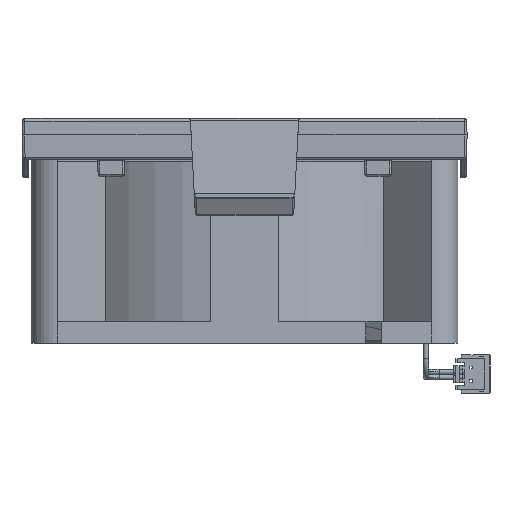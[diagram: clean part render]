
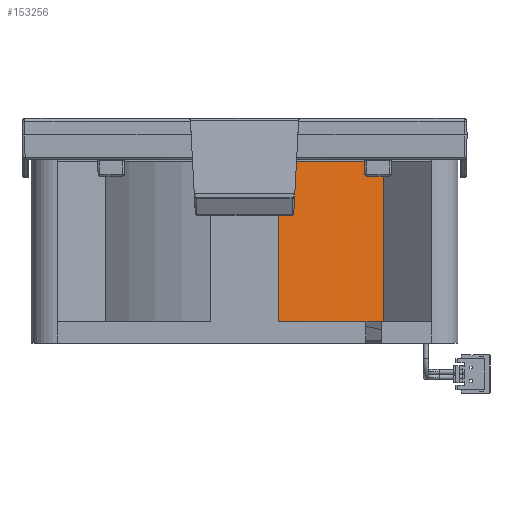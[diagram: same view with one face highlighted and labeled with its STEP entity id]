
A CAD part, left-side view. The second image highlights one B-rep face of the part: STEP entity #153256.
In plain terms, the highlighted cylindrical face has radius 40.5 mm (diameter 81 mm), a partial arc.
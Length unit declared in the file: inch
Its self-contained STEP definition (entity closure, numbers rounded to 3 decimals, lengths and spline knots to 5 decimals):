
#2463 = AXIS2_PLACEMENT_3D ( 'NONE', #63689, #87592, #145395 ) ;
#2719 = EDGE_CURVE ( 'NONE', #77763, #143943, #89361, .T. ) ;
#11019 = CIRCLE ( 'NONE', #92884, 1.59449 ) ;
#12481 = DIRECTION ( 'NONE',  ( 1., 0., 0. ) ) ;
#15121 = DIRECTION ( 'NONE',  ( 1., 0., 0. ) ) ;
#15165 = ORIENTED_EDGE ( 'NONE', *, *, #63540, .T. ) ;
#16294 = EDGE_CURVE ( 'NONE', #118407, #122865, #16994, .T. ) ;
#16994 = CIRCLE ( 'NONE', #134263, 1.59449 ) ;
#17470 = AXIS2_PLACEMENT_3D ( 'NONE', #42074, #31145, #45638 ) ;
#23380 = DIRECTION ( 'NONE',  ( 0., 0., 1. ) ) ;
#23411 = ORIENTED_EDGE ( 'NONE', *, *, #16294, .T. ) ;
#25022 = VECTOR ( 'NONE', #25807, 39.37008 ) ;
#25807 = DIRECTION ( 'NONE',  ( 0., 0., -1. ) ) ;
#31145 = DIRECTION ( 'NONE',  ( 0., 0., 1. ) ) ;
#31386 = LINE ( 'NONE', #38258, #92560 ) ;
#38258 = CARTESIAN_POINT ( 'NONE',  ( -2.93202, -1.02733, -1.37795 ) ) ;
#38590 = EDGE_CURVE ( 'NONE', #117824, #118407, #86181, .T. ) ;
#40810 = ORIENTED_EDGE ( 'NONE', *, *, #153046, .T. ) ;
#42074 = CARTESIAN_POINT ( 'NONE',  ( -1.7126, 0., -1.37795 ) ) ;
#45638 = DIRECTION ( 'NONE',  ( 1., 0., 0. ) ) ;
#47702 = CARTESIAN_POINT ( 'NONE',  ( -1.7126, 0., -0.19685 ) ) ;
#48745 = CARTESIAN_POINT ( 'NONE',  ( -1.7126, 0., -1.37795 ) ) ;
#50803 = CARTESIAN_POINT ( 'NONE',  ( -2.93202, -1.02733, -0.19685 ) ) ;
#52356 = CARTESIAN_POINT ( 'NONE',  ( -2.93202, -1.02733, -1.37795 ) ) ;
#53594 = EDGE_CURVE ( 'NONE', #117824, #114494, #11019, .T. ) ;
#62458 = CYLINDRICAL_SURFACE ( 'NONE', #17470, 1.59449 ) ;
#63540 = EDGE_CURVE ( 'NONE', #143943, #114494, #31386, .T. ) ;
#63658 = ORIENTED_EDGE ( 'NONE', *, *, #38590, .T. ) ;
#63689 = CARTESIAN_POINT ( 'NONE',  ( -1.7126, 0., -1.37795 ) ) ;
#66334 = CIRCLE ( 'NONE', #2463, 1.59449 ) ;
#68506 = AXIS2_PLACEMENT_3D ( 'NONE', #48745, #23380, #12481 ) ;
#69545 = CARTESIAN_POINT ( 'NONE',  ( -3.2874, -0.24978, -0.19685 ) ) ;
#77763 = VERTEX_POINT ( 'NONE', #121413 ) ;
#81485 = CARTESIAN_POINT ( 'NONE',  ( -3.03175, -0.89567, -1.37795 ) ) ;
#85054 = CARTESIAN_POINT ( 'NONE',  ( -3.2874, -0.24978, -1.37795 ) ) ;
#86005 = ORIENTED_EDGE ( 'NONE', *, *, #2719, .T. ) ;
#86181 = LINE ( 'NONE', #132241, #25022 ) ;
#86536 = DIRECTION ( 'NONE',  ( 0., 0., 1. ) ) ;
#87558 = CARTESIAN_POINT ( 'NONE',  ( -1.7126, 0., -1.37795 ) ) ;
#87592 = DIRECTION ( 'NONE',  ( 0., 0., 1. ) ) ;
#89361 = CIRCLE ( 'NONE', #68506, 1.59449 ) ;
#92239 = FACE_OUTER_BOUND ( 'NONE', #153150, .T. ) ;
#92560 = VECTOR ( 'NONE', #120894, 39.37008 ) ;
#92884 = AXIS2_PLACEMENT_3D ( 'NONE', #47702, #119496, #108668 ) ;
#108668 = DIRECTION ( 'NONE',  ( 1., 0., 0. ) ) ;
#114494 = VERTEX_POINT ( 'NONE', #50803 ) ;
#117824 = VERTEX_POINT ( 'NONE', #69545 ) ;
#118407 = VERTEX_POINT ( 'NONE', #85054 ) ;
#119496 = DIRECTION ( 'NONE',  ( 0., 0., 1. ) ) ;
#120894 = DIRECTION ( 'NONE',  ( 0., 0., 1. ) ) ;
#121413 = CARTESIAN_POINT ( 'NONE',  ( -2.94331, -1.01378, -1.37795 ) ) ;
#122865 = VERTEX_POINT ( 'NONE', #81485 ) ;
#132241 = CARTESIAN_POINT ( 'NONE',  ( -3.2874, -0.24978, -1.37795 ) ) ;
#134263 = AXIS2_PLACEMENT_3D ( 'NONE', #87558, #86536, #15121 ) ;
#143943 = VERTEX_POINT ( 'NONE', #52356 ) ;
#145395 = DIRECTION ( 'NONE',  ( -1., 0., 0. ) ) ;
#148005 = ORIENTED_EDGE ( 'NONE', *, *, #53594, .F. ) ;
#153046 = EDGE_CURVE ( 'NONE', #122865, #77763, #66334, .T. ) ;
#153150 = EDGE_LOOP ( 'NONE', ( #23411, #40810, #86005, #15165, #148005, #63658 ) ) ;
#153256 = ADVANCED_FACE ( 'NONE', ( #92239 ), #62458, .T. ) ;
